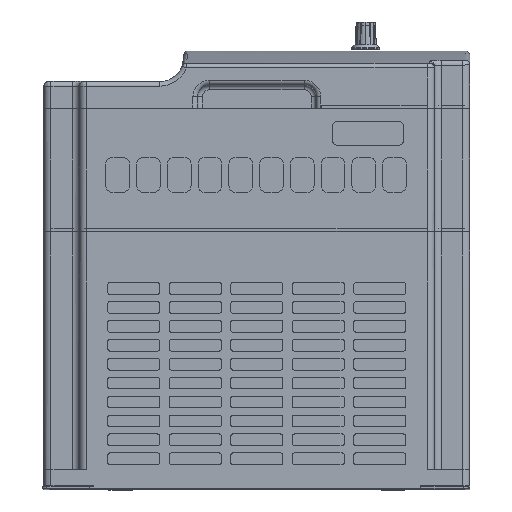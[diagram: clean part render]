
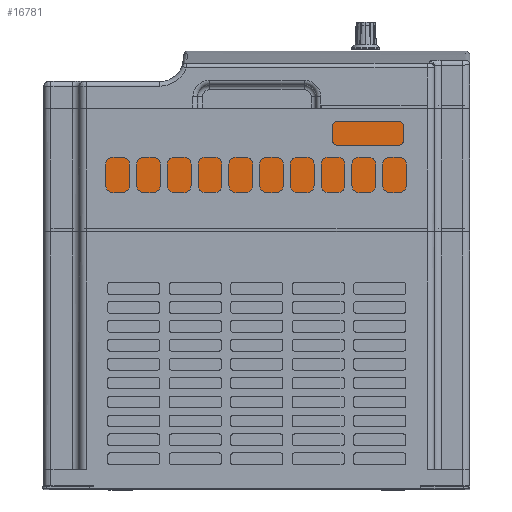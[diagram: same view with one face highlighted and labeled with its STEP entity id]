
A CAD part, top view. The second image highlights one B-rep face of the part: STEP entity #16781.
In plain terms, the highlighted planar face has unit normal (0, 0, 1).
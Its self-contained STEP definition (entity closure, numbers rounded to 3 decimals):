
#1311 = VERTEX_POINT ( 'NONE', #43918 ) ;
#3085 = EDGE_CURVE ( 'NONE', #39935, #1311, #50237, .T. ) ;
#4393 = DIRECTION ( 'NONE',  ( 1., 0., 0. ) ) ;
#5337 = DIRECTION ( 'NONE',  ( 0., -1., 0. ) ) ;
#8554 = DIRECTION ( 'NONE',  ( 1., 0., 0. ) ) ;
#10545 = CARTESIAN_POINT ( 'NONE',  ( -85.541, 171., 121.435 ) ) ;
#12926 = CARTESIAN_POINT ( 'NONE',  ( 83.58, 171., 121.435 ) ) ;
#16781 = ADVANCED_FACE ( 'NONE', ( #52537 ), #90223, .F. ) ;
#19664 = ORIENTED_EDGE ( 'NONE', *, *, #3085, .T. ) ;
#27660 = CARTESIAN_POINT ( 'NONE',  ( 83.58, 171., 121.435 ) ) ;
#28281 = VERTEX_POINT ( 'NONE', #27660 ) ;
#28589 = ORIENTED_EDGE ( 'NONE', *, *, #86255, .T. ) ;
#29874 = VECTOR ( 'NONE', #4393, 1000. ) ;
#29901 = CARTESIAN_POINT ( 'NONE',  ( -85.541, 171., 121.435 ) ) ;
#34268 = EDGE_CURVE ( 'NONE', #28281, #71677, #51616, .T. ) ;
#37681 = VECTOR ( 'NONE', #8554, 1000. ) ;
#38659 = CARTESIAN_POINT ( 'NONE',  ( 83.58, 115.3, 121.435 ) ) ;
#39935 = VERTEX_POINT ( 'NONE', #75851 ) ;
#42466 = AXIS2_PLACEMENT_3D ( 'NONE', #29901, #83166, #5337 ) ;
#43918 = CARTESIAN_POINT ( 'NONE',  ( -85.541, 115.3, 121.435 ) ) ;
#49075 = ORIENTED_EDGE ( 'NONE', *, *, #57032, .F. ) ;
#50112 = LINE ( 'NONE', #73215, #29874 ) ;
#50237 = LINE ( 'NONE', #10545, #58302 ) ;
#51616 = LINE ( 'NONE', #12926, #79940 ) ;
#52537 = FACE_OUTER_BOUND ( 'NONE', #64402, .T. ) ;
#54127 = ORIENTED_EDGE ( 'NONE', *, *, #34268, .F. ) ;
#54285 = CARTESIAN_POINT ( 'NONE',  ( -85.541, 171., 121.435 ) ) ;
#57032 = EDGE_CURVE ( 'NONE', #39935, #28281, #71347, .T. ) ;
#58302 = VECTOR ( 'NONE', #71840, 1000. ) ;
#64402 = EDGE_LOOP ( 'NONE', ( #19664, #28589, #54127, #49075 ) ) ;
#71347 = LINE ( 'NONE', #54285, #37681 ) ;
#71677 = VERTEX_POINT ( 'NONE', #38659 ) ;
#71840 = DIRECTION ( 'NONE',  ( 0., -1., 0. ) ) ;
#73215 = CARTESIAN_POINT ( 'NONE',  ( 90., 115.3, 121.435 ) ) ;
#75851 = CARTESIAN_POINT ( 'NONE',  ( -85.541, 171., 121.435 ) ) ;
#79940 = VECTOR ( 'NONE', #88780, 1000. ) ;
#83166 = DIRECTION ( 'NONE',  ( 0., 0., -1. ) ) ;
#86255 = EDGE_CURVE ( 'NONE', #1311, #71677, #50112, .T. ) ;
#88780 = DIRECTION ( 'NONE',  ( 0., -1., 0. ) ) ;
#90223 = PLANE ( 'NONE',  #42466 ) ;
